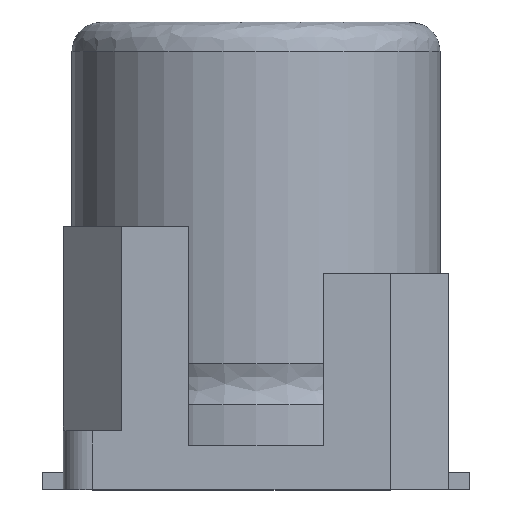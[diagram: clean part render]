
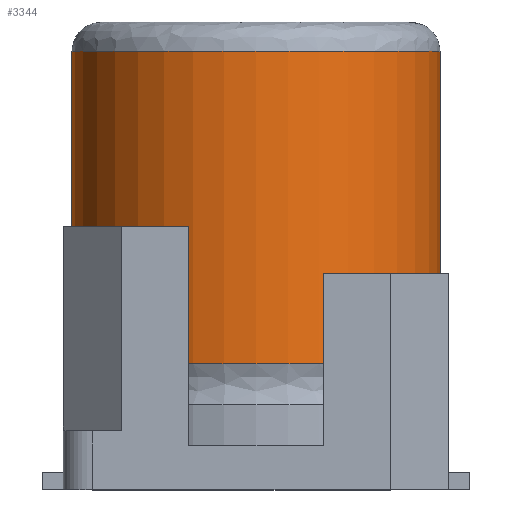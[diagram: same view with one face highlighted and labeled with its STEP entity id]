
A CAD part, top view. The second image highlights one B-rep face of the part: STEP entity #3344.
In plain terms, the highlighted cylindrical face has radius 3.15 mm (diameter 6.3 mm), a partial arc.
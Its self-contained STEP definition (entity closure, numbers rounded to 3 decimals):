
#156 = DIRECTION ( 'NONE',  ( 0., -1., 0. ) ) ;
#157 = ORIENTED_EDGE ( 'NONE', *, *, #5348, .T. ) ;
#434 = VERTEX_POINT ( 'NONE', #4876 ) ;
#677 = DIRECTION ( 'NONE',  ( 1., 0., 0. ) ) ;
#686 = VECTOR ( 'NONE', #2852, 1000. ) ;
#907 = AXIS2_PLACEMENT_3D ( 'NONE', #2230, #6201, #2209 ) ;
#917 = CIRCLE ( 'NONE', #907, 3.15 ) ;
#958 = DIRECTION ( 'NONE',  ( 0., -1., 0. ) ) ;
#1092 = VERTEX_POINT ( 'NONE', #4037 ) ;
#1184 = DIRECTION ( 'NONE',  ( 0., -1., 0. ) ) ;
#1267 = LINE ( 'NONE', #3754, #686 ) ;
#1557 = EDGE_CURVE ( 'NONE', #3838, #434, #917, .T. ) ;
#1588 = EDGE_CURVE ( 'NONE', #3541, #1092, #6073, .T. ) ;
#1750 = CARTESIAN_POINT ( 'NONE',  ( 0., 8., 0. ) ) ;
#2209 = DIRECTION ( 'NONE',  ( 1., 0., 0. ) ) ;
#2230 = CARTESIAN_POINT ( 'NONE',  ( 0., 2.15, 0. ) ) ;
#2421 = AXIS2_PLACEMENT_3D ( 'NONE', #3765, #156, #5269 ) ;
#2758 = ORIENTED_EDGE ( 'NONE', *, *, #3366, .F. ) ;
#2852 = DIRECTION ( 'NONE',  ( 0., -1., 0. ) ) ;
#3238 = CYLINDRICAL_SURFACE ( 'NONE', #5314, 3.15 ) ;
#3344 = ADVANCED_FACE ( 'NONE', ( #3473 ), #3238, .T. ) ;
#3366 = EDGE_CURVE ( 'NONE', #3541, #434, #1267, .T. ) ;
#3473 = FACE_OUTER_BOUND ( 'NONE', #3644, .T. ) ;
#3541 = VERTEX_POINT ( 'NONE', #5968 ) ;
#3644 = EDGE_LOOP ( 'NONE', ( #5429, #157, #6247, #2758 ) ) ;
#3754 = CARTESIAN_POINT ( 'NONE',  ( 3.15, 8., 0. ) ) ;
#3765 = CARTESIAN_POINT ( 'NONE',  ( 0., 7.5, 0. ) ) ;
#3838 = VERTEX_POINT ( 'NONE', #4673 ) ;
#4037 = CARTESIAN_POINT ( 'NONE',  ( -3.15, 7.5, 0. ) ) ;
#4673 = CARTESIAN_POINT ( 'NONE',  ( -3.15, 2.15, 0. ) ) ;
#4876 = CARTESIAN_POINT ( 'NONE',  ( 3.15, 2.15, 0. ) ) ;
#5269 = DIRECTION ( 'NONE',  ( 1., 0., 0. ) ) ;
#5314 = AXIS2_PLACEMENT_3D ( 'NONE', #1750, #1184, #677 ) ;
#5348 = EDGE_CURVE ( 'NONE', #1092, #3838, #5641, .T. ) ;
#5429 = ORIENTED_EDGE ( 'NONE', *, *, #1588, .T. ) ;
#5477 = CARTESIAN_POINT ( 'NONE',  ( -3.15, 8., 0. ) ) ;
#5641 = LINE ( 'NONE', #5477, #6060 ) ;
#5968 = CARTESIAN_POINT ( 'NONE',  ( 3.15, 7.5, 0. ) ) ;
#6060 = VECTOR ( 'NONE', #958, 1000. ) ;
#6073 = CIRCLE ( 'NONE', #2421, 3.15 ) ;
#6201 = DIRECTION ( 'NONE',  ( 0., 1., 0. ) ) ;
#6247 = ORIENTED_EDGE ( 'NONE', *, *, #1557, .T. ) ;
